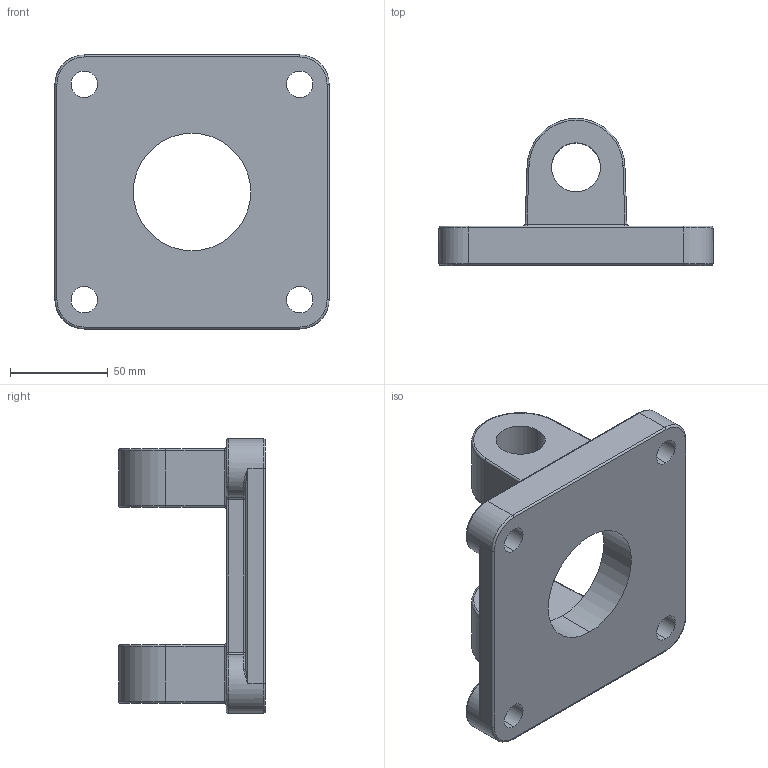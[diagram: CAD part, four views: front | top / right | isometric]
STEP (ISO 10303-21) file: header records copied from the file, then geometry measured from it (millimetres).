
FILE_DESCRIPTION (( 'STEP AP203' ), '1' );
FILE_NAME ('IN17-125.STEP', '2015-09-17T09:27:59', ( 'utente11' ), ( '' ), 'SwSTEP 2.0', 'SolidWorks 2015', '' );
FILE_SCHEMA (( 'CONFIG_CONTROL_DESIGN' ));
Length unit declared in the file: millimetre
Products named in the file (1): IN17-125
Bounding box: 140 x 75 x 140 mm (x, y, z)
Volume: 408484.8 mm3; surface area: 67963.2 mm2
Topology: 1 solids, 1 shells, 118 faces, 274 edges, 156 vertices
Faces by surface type: cylinder 60, plane 22, torus 20, bspline 12, sphere 4
Entity records: 3771 total; most frequent: CARTESIAN_POINT 1037, DIRECTION 600, ORIENTED_EDGE 532, EDGE_CURVE 266, AXIS2_PLACEMENT_3D 251, VERTEX_POINT 156, CIRCLE 144, EDGE_LOOP 138
